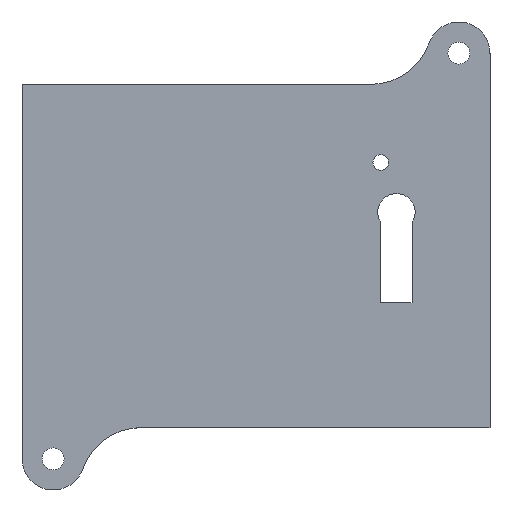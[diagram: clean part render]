
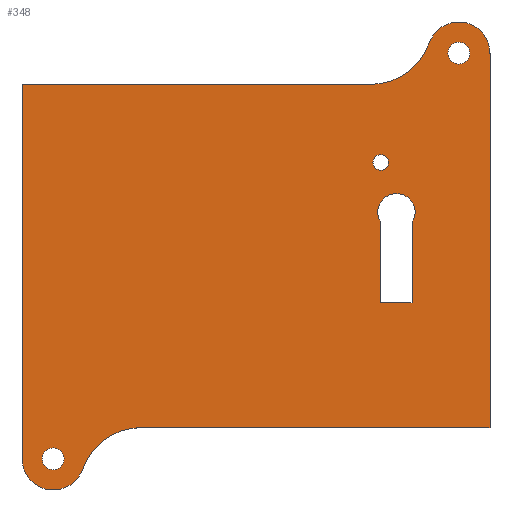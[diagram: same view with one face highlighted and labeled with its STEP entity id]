
A CAD part, top view. The second image highlights one B-rep face of the part: STEP entity #348.
In plain terms, the highlighted planar face has unit normal (0, 0, 1).
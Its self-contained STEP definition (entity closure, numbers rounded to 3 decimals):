
#57=CARTESIAN_POINT('Axis2P3D Location',(20.,15.,2.)) ;
#61=CARTESIAN_POINT('Vertex',(21.25,15.,2.)) ;
#63=CARTESIAN_POINT('Vertex',(18.75,15.,2.)) ;
#92=CARTESIAN_POINT('Axis2P3D Location',(20.,15.,2.)) ;
#187=CARTESIAN_POINT('Axis2P3D Location',(0.,0.,2.)) ;
#192=CARTESIAN_POINT('Axis2P3D Location',(32.5,32.5,2.)) ;
#196=CARTESIAN_POINT('Vertex',(37.5,32.491,2.)) ;
#198=CARTESIAN_POINT('Vertex',(27.786,34.167,2.)) ;
#201=CARTESIAN_POINT('Axis2P3D Location',(18.358,37.5,2.)) ;
#205=CARTESIAN_POINT('Vertex',(18.358,27.5,2.)) ;
#208=CARTESIAN_POINT('Line Origine',(-9.571,27.5,2.)) ;
#212=CARTESIAN_POINT('Vertex',(-37.5,27.5,2.)) ;
#215=CARTESIAN_POINT('Line Origine',(-37.5,0.,2.)) ;
#219=CARTESIAN_POINT('Vertex',(-37.5,-27.5,2.)) ;
#222=CARTESIAN_POINT('Line Origine',(-37.5,-30.,2.)) ;
#226=CARTESIAN_POINT('Vertex',(-37.5,-32.5,2.)) ;
#229=CARTESIAN_POINT('Axis2P3D Location',(-32.5,-32.5,2.)) ;
#233=CARTESIAN_POINT('Vertex',(-27.786,-34.167,2.)) ;
#236=CARTESIAN_POINT('Axis2P3D Location',(-18.358,-37.5,2.)) ;
#240=CARTESIAN_POINT('Vertex',(-18.358,-27.5,2.)) ;
#243=CARTESIAN_POINT('Line Origine',(9.571,-27.5,2.)) ;
#247=CARTESIAN_POINT('Vertex',(37.5,-27.5,2.)) ;
#250=CARTESIAN_POINT('Line Origine',(37.5,2.491,2.)) ;
#254=CARTESIAN_POINT('Vertex',(37.5,32.481,2.)) ;
#257=CARTESIAN_POINT('Line Origine',(37.5,32.486,2.)) ;
#278=CARTESIAN_POINT('Line Origine',(22.5,-7.5,2.)) ;
#282=CARTESIAN_POINT('Vertex',(20.,-7.5,2.)) ;
#284=CARTESIAN_POINT('Vertex',(25.,-7.5,2.)) ;
#287=CARTESIAN_POINT('Line Origine',(20.,-1.079,2.)) ;
#291=CARTESIAN_POINT('Vertex',(20.,5.342,2.)) ;
#294=CARTESIAN_POINT('Axis2P3D Location',(22.5,7.,2.)) ;
#298=CARTESIAN_POINT('Vertex',(25.,5.342,2.)) ;
#301=CARTESIAN_POINT('Line Origine',(25.,-1.079,2.)) ;
#312=CARTESIAN_POINT('Axis2P3D Location',(-32.5,-32.5,2.)) ;
#316=CARTESIAN_POINT('Vertex',(-30.75,-32.5,2.)) ;
#318=CARTESIAN_POINT('Vertex',(-34.25,-32.5,2.)) ;
#321=CARTESIAN_POINT('Axis2P3D Location',(-32.5,-32.5,2.)) ;
#330=CARTESIAN_POINT('Axis2P3D Location',(32.5,32.5,2.)) ;
#334=CARTESIAN_POINT('Vertex',(30.75,32.5,2.)) ;
#336=CARTESIAN_POINT('Vertex',(34.25,32.5,2.)) ;
#339=CARTESIAN_POINT('Axis2P3D Location',(32.5,32.5,2.)) ;
#58=DIRECTION('Axis2P3D Direction',(0.,0.,-1.)) ;
#93=DIRECTION('Axis2P3D Direction',(0.,0.,-1.)) ;
#188=DIRECTION('Axis2P3D Direction',(0.,0.,1.)) ;
#189=DIRECTION('Axis2P3D XDirection',(1.,0.,0.)) ;
#193=DIRECTION('Axis2P3D Direction',(0.,0.,1.)) ;
#202=DIRECTION('Axis2P3D Direction',(0.,0.,1.)) ;
#209=DIRECTION('Vector Direction',(1.,0.,0.)) ;
#216=DIRECTION('Vector Direction',(0.,-1.,0.)) ;
#223=DIRECTION('Vector Direction',(0.,1.,0.)) ;
#230=DIRECTION('Axis2P3D Direction',(0.,0.,1.)) ;
#237=DIRECTION('Axis2P3D Direction',(0.,0.,1.)) ;
#244=DIRECTION('Vector Direction',(-1.,0.,0.)) ;
#251=DIRECTION('Vector Direction',(0.,1.,0.)) ;
#258=DIRECTION('Vector Direction',(0.,1.,0.)) ;
#279=DIRECTION('Vector Direction',(1.,0.,0.)) ;
#288=DIRECTION('Vector Direction',(0.,1.,0.)) ;
#295=DIRECTION('Axis2P3D Direction',(0.,0.,1.)) ;
#302=DIRECTION('Vector Direction',(0.,-1.,0.)) ;
#313=DIRECTION('Axis2P3D Direction',(0.,0.,1.)) ;
#322=DIRECTION('Axis2P3D Direction',(0.,0.,1.)) ;
#331=DIRECTION('Axis2P3D Direction',(0.,0.,1.)) ;
#340=DIRECTION('Axis2P3D Direction',(0.,0.,1.)) ;
#59=AXIS2_PLACEMENT_3D('Circle Axis2P3D',#57,#58,$) ;
#94=AXIS2_PLACEMENT_3D('Circle Axis2P3D',#92,#93,$) ;
#190=AXIS2_PLACEMENT_3D('Plane Axis2P3D',#187,#188,#189) ;
#194=AXIS2_PLACEMENT_3D('Circle Axis2P3D',#192,#193,$) ;
#203=AXIS2_PLACEMENT_3D('Circle Axis2P3D',#201,#202,$) ;
#231=AXIS2_PLACEMENT_3D('Circle Axis2P3D',#229,#230,$) ;
#238=AXIS2_PLACEMENT_3D('Circle Axis2P3D',#236,#237,$) ;
#296=AXIS2_PLACEMENT_3D('Circle Axis2P3D',#294,#295,$) ;
#314=AXIS2_PLACEMENT_3D('Circle Axis2P3D',#312,#313,$) ;
#323=AXIS2_PLACEMENT_3D('Circle Axis2P3D',#321,#322,$) ;
#332=AXIS2_PLACEMENT_3D('Circle Axis2P3D',#330,#331,$) ;
#341=AXIS2_PLACEMENT_3D('Circle Axis2P3D',#339,#340,$) ;
#263=ORIENTED_EDGE('',*,*,#200,.T.) ;
#264=ORIENTED_EDGE('',*,*,#207,.T.) ;
#265=ORIENTED_EDGE('',*,*,#214,.T.) ;
#266=ORIENTED_EDGE('',*,*,#221,.T.) ;
#267=ORIENTED_EDGE('',*,*,#228,.T.) ;
#268=ORIENTED_EDGE('',*,*,#235,.T.) ;
#269=ORIENTED_EDGE('',*,*,#242,.T.) ;
#270=ORIENTED_EDGE('',*,*,#249,.T.) ;
#271=ORIENTED_EDGE('',*,*,#256,.T.) ;
#272=ORIENTED_EDGE('',*,*,#261,.T.) ;
#275=ORIENTED_EDGE('',*,*,#96,.F.) ;
#276=ORIENTED_EDGE('',*,*,#65,.F.) ;
#307=ORIENTED_EDGE('',*,*,#286,.F.) ;
#308=ORIENTED_EDGE('',*,*,#293,.T.) ;
#309=ORIENTED_EDGE('',*,*,#300,.F.) ;
#310=ORIENTED_EDGE('',*,*,#305,.T.) ;
#327=ORIENTED_EDGE('',*,*,#320,.F.) ;
#328=ORIENTED_EDGE('',*,*,#325,.F.) ;
#345=ORIENTED_EDGE('',*,*,#338,.F.) ;
#346=ORIENTED_EDGE('',*,*,#343,.F.) ;
#277=FACE_BOUND('',#274,.T.) ;
#311=FACE_BOUND('',#306,.T.) ;
#329=FACE_BOUND('',#326,.T.) ;
#347=FACE_BOUND('',#344,.T.) ;
#210=VECTOR('Line Direction',#209,1.) ;
#217=VECTOR('Line Direction',#216,1.) ;
#224=VECTOR('Line Direction',#223,1.) ;
#245=VECTOR('Line Direction',#244,1.) ;
#252=VECTOR('Line Direction',#251,1.) ;
#259=VECTOR('Line Direction',#258,1.) ;
#280=VECTOR('Line Direction',#279,1.) ;
#289=VECTOR('Line Direction',#288,1.) ;
#303=VECTOR('Line Direction',#302,1.) ;
#348=ADVANCED_FACE('PartBody',(#273,#277,#311,#329,#347),#191,.T.) ;
#60=CIRCLE('generated circle',#59,1.25) ;
#95=CIRCLE('generated circle',#94,1.25) ;
#195=CIRCLE('generated circle',#194,5.) ;
#204=CIRCLE('generated circle',#203,10.) ;
#232=CIRCLE('generated circle',#231,5.) ;
#239=CIRCLE('generated circle',#238,10.) ;
#297=CIRCLE('generated circle',#296,3.) ;
#315=CIRCLE('generated circle',#314,1.75) ;
#324=CIRCLE('generated circle',#323,1.75) ;
#333=CIRCLE('generated circle',#332,1.75) ;
#342=CIRCLE('generated circle',#341,1.75) ;
#65=EDGE_CURVE('',#62,#64,#60,.F.) ;
#96=EDGE_CURVE('',#64,#62,#95,.F.) ;
#200=EDGE_CURVE('',#197,#199,#195,.T.) ;
#207=EDGE_CURVE('',#199,#206,#204,.F.) ;
#214=EDGE_CURVE('',#206,#213,#211,.F.) ;
#221=EDGE_CURVE('',#213,#220,#218,.T.) ;
#228=EDGE_CURVE('',#220,#227,#225,.F.) ;
#235=EDGE_CURVE('',#227,#234,#232,.T.) ;
#242=EDGE_CURVE('',#234,#241,#239,.F.) ;
#249=EDGE_CURVE('',#241,#248,#246,.F.) ;
#256=EDGE_CURVE('',#248,#255,#253,.T.) ;
#261=EDGE_CURVE('',#255,#197,#260,.T.) ;
#286=EDGE_CURVE('',#283,#285,#281,.T.) ;
#293=EDGE_CURVE('',#283,#292,#290,.T.) ;
#300=EDGE_CURVE('',#299,#292,#297,.T.) ;
#305=EDGE_CURVE('',#299,#285,#304,.T.) ;
#320=EDGE_CURVE('',#317,#319,#315,.T.) ;
#325=EDGE_CURVE('',#319,#317,#324,.T.) ;
#338=EDGE_CURVE('',#335,#337,#333,.T.) ;
#343=EDGE_CURVE('',#337,#335,#342,.T.) ;
#262=EDGE_LOOP('',(#263,#264,#265,#266,#267,#268,#269,#270,#271,#272)) ;
#274=EDGE_LOOP('',(#275,#276)) ;
#306=EDGE_LOOP('',(#307,#308,#309,#310)) ;
#326=EDGE_LOOP('',(#327,#328)) ;
#344=EDGE_LOOP('',(#345,#346)) ;
#273=FACE_OUTER_BOUND('',#262,.T.) ;
#211=LINE('Line',#208,#210) ;
#218=LINE('Line',#215,#217) ;
#225=LINE('Line',#222,#224) ;
#246=LINE('Line',#243,#245) ;
#253=LINE('Line',#250,#252) ;
#260=LINE('Line',#257,#259) ;
#281=LINE('Line',#278,#280) ;
#290=LINE('Line',#287,#289) ;
#304=LINE('Line',#301,#303) ;
#191=PLANE('',#190) ;
#62=VERTEX_POINT('',#61) ;
#64=VERTEX_POINT('',#63) ;
#197=VERTEX_POINT('',#196) ;
#199=VERTEX_POINT('',#198) ;
#206=VERTEX_POINT('',#205) ;
#213=VERTEX_POINT('',#212) ;
#220=VERTEX_POINT('',#219) ;
#227=VERTEX_POINT('',#226) ;
#234=VERTEX_POINT('',#233) ;
#241=VERTEX_POINT('',#240) ;
#248=VERTEX_POINT('',#247) ;
#255=VERTEX_POINT('',#254) ;
#283=VERTEX_POINT('',#282) ;
#285=VERTEX_POINT('',#284) ;
#292=VERTEX_POINT('',#291) ;
#299=VERTEX_POINT('',#298) ;
#317=VERTEX_POINT('',#316) ;
#319=VERTEX_POINT('',#318) ;
#335=VERTEX_POINT('',#334) ;
#337=VERTEX_POINT('',#336) ;
